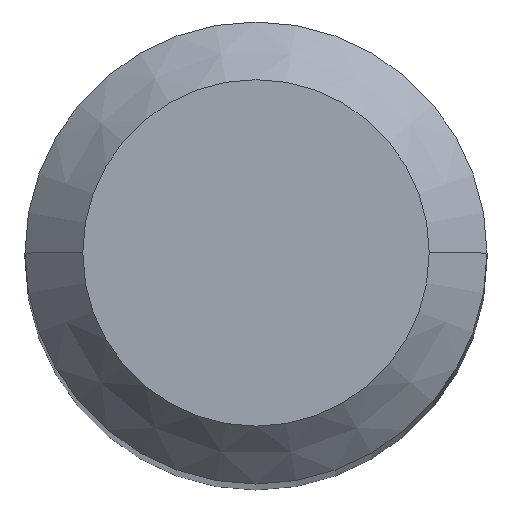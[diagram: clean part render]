
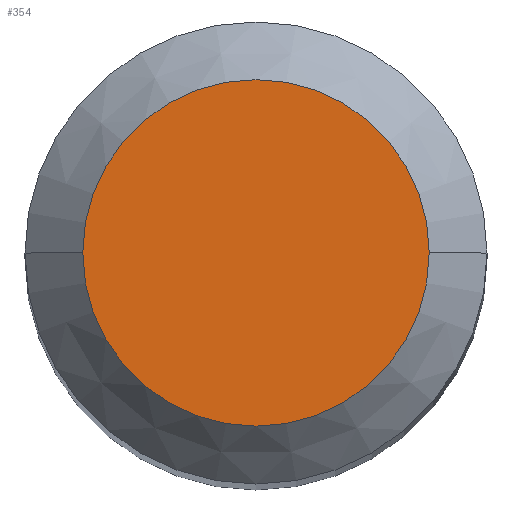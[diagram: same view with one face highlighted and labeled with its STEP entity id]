
A CAD part, top view. The second image highlights one B-rep face of the part: STEP entity #354.
In plain terms, the highlighted planar face has unit normal (0, 0, 1).
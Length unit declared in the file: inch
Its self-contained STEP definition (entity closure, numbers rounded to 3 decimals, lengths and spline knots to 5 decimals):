
#25 = CARTESIAN_POINT ( 'NONE',  ( 0., 0., 0. ) ) ;
#32 = CARTESIAN_POINT ( 'NONE',  ( 0., 0., 0. ) ) ;
#57 = EDGE_LOOP ( 'NONE', ( #186, #300 ) ) ;
#87 = VERTEX_POINT ( 'NONE', #307 ) ;
#108 = DIRECTION ( 'NONE',  ( 1., 0., 0. ) ) ;
#126 = DIRECTION ( 'NONE',  ( 0., 0., 1. ) ) ;
#163 = DIRECTION ( 'NONE',  ( 0., 0., -1. ) ) ;
#165 = DIRECTION ( 'NONE',  ( 0., 0., 1. ) ) ;
#186 = ORIENTED_EDGE ( 'NONE', *, *, #384, .T. ) ;
#194 = FACE_OUTER_BOUND ( 'NONE', #57, .T. ) ;
#248 = AXIS2_PLACEMENT_3D ( 'NONE', #25, #126, #256 ) ;
#256 = DIRECTION ( 'NONE',  ( 1., 0., 0. ) ) ;
#270 = CIRCLE ( 'NONE', #248, 0.09375 ) ;
#290 = DIRECTION ( 'NONE',  ( -1., 0., 0. ) ) ;
#291 = EDGE_CURVE ( 'NONE', #87, #304, #270, .T. ) ;
#293 = CARTESIAN_POINT ( 'NONE',  ( 0., 0., 0. ) ) ;
#300 = ORIENTED_EDGE ( 'NONE', *, *, #291, .T. ) ;
#304 = VERTEX_POINT ( 'NONE', #394 ) ;
#307 = CARTESIAN_POINT ( 'NONE',  ( 0.09375, 0., 0. ) ) ;
#321 = AXIS2_PLACEMENT_3D ( 'NONE', #293, #165, #108 ) ;
#324 = PLANE ( 'NONE',  #410 ) ;
#350 = CIRCLE ( 'NONE', #321, 0.09375 ) ;
#354 = ADVANCED_FACE ( 'NONE', ( #194 ), #324, .F. ) ;
#384 = EDGE_CURVE ( 'NONE', #304, #87, #350, .T. ) ;
#394 = CARTESIAN_POINT ( 'NONE',  ( -0.09375, 0., 0. ) ) ;
#410 = AXIS2_PLACEMENT_3D ( 'NONE', #32, #163, #290 ) ;
